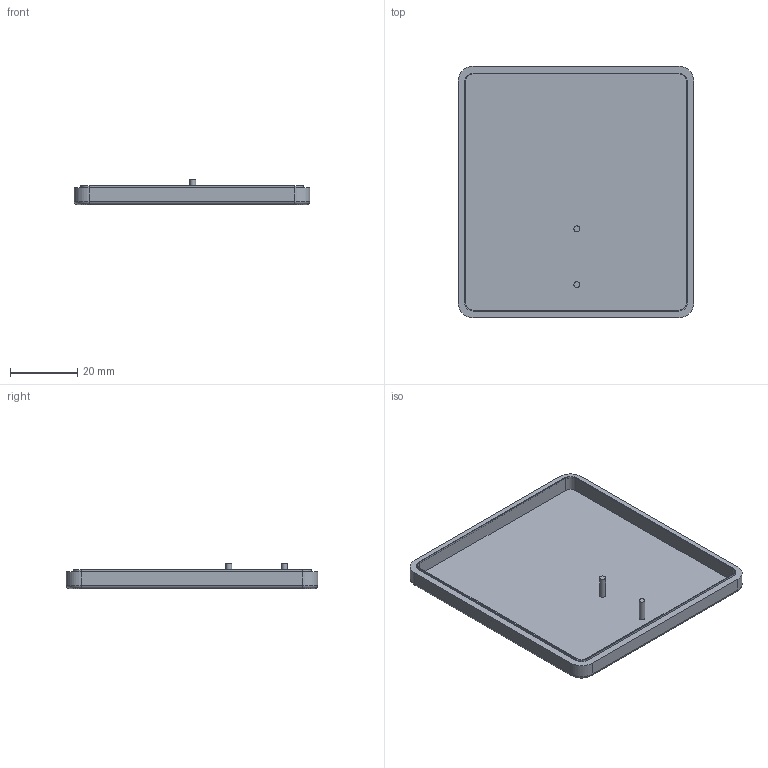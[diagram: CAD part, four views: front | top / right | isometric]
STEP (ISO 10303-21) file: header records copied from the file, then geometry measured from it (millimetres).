
FILE_DESCRIPTION(('HOOPS Exchange Step'),'2;1');
FILE_NAME('temp_export','2025-07-02T22:35:15+17:00',('mobile'),('Shapr3D Limited'),'HOOPS Exchange 2024.8','Shapr3D','Authorized');
FILE_SCHEMA( ('AP242_MANAGED_MODEL_BASED_3D_ENGINEERING_MIM_LF {1 0 10303 442 1 1 4}') );
Length unit declared in the file: millimetre
Products named in the file (2): Case; root
Assembly tree (1 placements, depth 2):
  root
    Case
Bounding box: 70.21 x 74.91 x 7.5 mm (x, y, z)
Volume: 7790.1 mm3; surface area: 13241.4 mm2
Topology: 1 solids, 1 shells, 40 faces, 94 edges, 60 vertices
Faces by surface type: plane 18, cylinder 18, torus 4
Full cylindrical faces by diameter (mm): 1.75 x2
Entity records: 1215 total; most frequent: DIRECTION 222, CARTESIAN_POINT 198, ORIENTED_EDGE 188, EDGE_CURVE 94, AXIS2_PLACEMENT_3D 84, VERTEX_POINT 60, VECTOR 54, LINE 54
